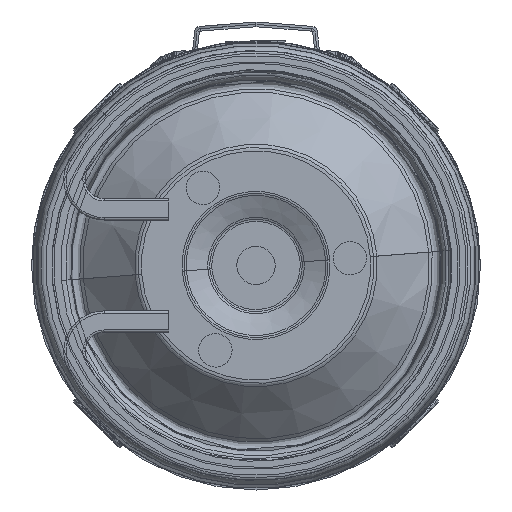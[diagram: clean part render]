
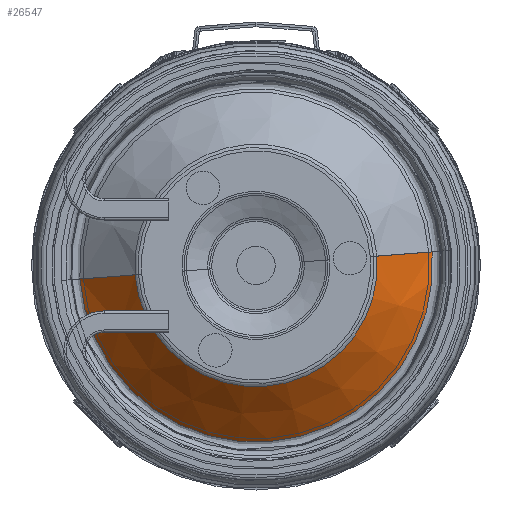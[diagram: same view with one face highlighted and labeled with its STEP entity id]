
A CAD part, front view. The second image highlights one B-rep face of the part: STEP entity #26547.
In plain terms, the highlighted conical face has half-angle 46.546 degrees and reference radius 25.375 mm.
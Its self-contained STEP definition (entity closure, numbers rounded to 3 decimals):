
#1487 = AXIS2_PLACEMENT_3D ( 'NONE', #9648, #6868, #27734 ) ;
#1513 = VERTEX_POINT ( 'NONE', #29247 ) ;
#1656 = AXIS2_PLACEMENT_3D ( 'NONE', #20955, #15090, #11706 ) ;
#2402 = EDGE_LOOP ( 'NONE', ( #7954, #16875, #19025, #2581 ) ) ;
#2581 = ORIENTED_EDGE ( 'NONE', *, *, #30680, .F. ) ;
#3035 = CARTESIAN_POINT ( 'NONE',  ( 0., 0.548, -25.376 ) ) ;
#3471 = FACE_OUTER_BOUND ( 'NONE', #2402, .T. ) ;
#3561 = CONICAL_SURFACE ( 'NONE', #1656, 25.376, 0.812 ) ;
#5187 = DIRECTION ( 'NONE',  ( 0., 0.688, -0.726 ) ) ;
#5381 = LINE ( 'NONE', #17839, #32943 ) ;
#6401 = VERTEX_POINT ( 'NONE', #3035 ) ;
#6868 = DIRECTION ( 'NONE',  ( 0., 1., 0. ) ) ;
#7954 = ORIENTED_EDGE ( 'NONE', *, *, #25730, .F. ) ;
#9648 = CARTESIAN_POINT ( 'NONE',  ( 0., 0.548, 0. ) ) ;
#11706 = DIRECTION ( 'NONE',  ( 0., 0., 1. ) ) ;
#14691 = CARTESIAN_POINT ( 'NONE',  ( 0., 0.548, 25.376 ) ) ;
#15090 = DIRECTION ( 'NONE',  ( 0., 1., 0. ) ) ;
#15327 = DIRECTION ( 'NONE',  ( 0., 0.688, 0.726 ) ) ;
#16875 = ORIENTED_EDGE ( 'NONE', *, *, #23930, .T. ) ;
#17839 = CARTESIAN_POINT ( 'NONE',  ( 0., 0.548, -25.376 ) ) ;
#19025 = ORIENTED_EDGE ( 'NONE', *, *, #26265, .T. ) ;
#19786 = CIRCLE ( 'NONE', #31937, 36.962 ) ;
#20955 = CARTESIAN_POINT ( 'NONE',  ( 0., 0.548, 0. ) ) ;
#23721 = DIRECTION ( 'NONE',  ( 0., 1., 0. ) ) ;
#23930 = EDGE_CURVE ( 'NONE', #6401, #30277, #35396, .T. ) ;
#25716 = VERTEX_POINT ( 'NONE', #39078 ) ;
#25730 = EDGE_CURVE ( 'NONE', #6401, #25716, #5381, .T. ) ;
#26265 = EDGE_CURVE ( 'NONE', #30277, #1513, #36592, .T. ) ;
#26547 = ADVANCED_FACE ( 'NONE', ( #3471 ), #3561, .T. ) ;
#26901 = DIRECTION ( 'NONE',  ( 0., 0., 1. ) ) ;
#27734 = DIRECTION ( 'NONE',  ( 0., 0., 1. ) ) ;
#29247 = CARTESIAN_POINT ( 'NONE',  ( 0., 11.526, 36.962 ) ) ;
#30277 = VERTEX_POINT ( 'NONE', #14691 ) ;
#30585 = CARTESIAN_POINT ( 'NONE',  ( 0., 0.548, 25.376 ) ) ;
#30680 = EDGE_CURVE ( 'NONE', #25716, #1513, #19786, .T. ) ;
#31937 = AXIS2_PLACEMENT_3D ( 'NONE', #35703, #23721, #26901 ) ;
#32943 = VECTOR ( 'NONE', #5187, 1000. ) ;
#33609 = VECTOR ( 'NONE', #15327, 1000. ) ;
#35396 = CIRCLE ( 'NONE', #1487, 25.376 ) ;
#35703 = CARTESIAN_POINT ( 'NONE',  ( 0., 11.526, 0. ) ) ;
#36592 = LINE ( 'NONE', #30585, #33609 ) ;
#39078 = CARTESIAN_POINT ( 'NONE',  ( 0., 11.526, -36.962 ) ) ;
